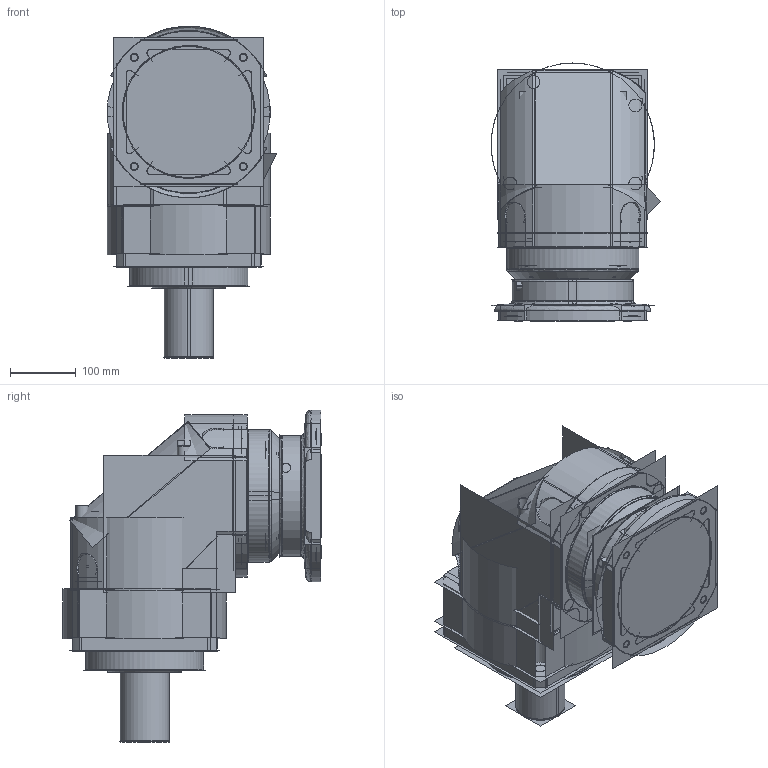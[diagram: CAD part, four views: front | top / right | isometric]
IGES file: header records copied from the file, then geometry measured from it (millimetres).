
Start section:  PTC IGES file: abr2201-p4170101.igs
Global section: file name: abr2201-p4170101.igs; native system: Pro/ENGINEER by Parametric Technology Corporation; preprocessor: 2006170; author: d00280; organization: Unknown; date: 20080303.114710; units: millimetre
Bounding box: 259.05 x 393.44 x 506.08 mm (x, y, z)
Surface area: 3902572.8 mm2 (no closed solid volume)
Topology: 0 solids, 0 shells, 1514 faces, 20285 edges, 26768 vertices
Faces by surface type: revolution 1130, bspline 384
